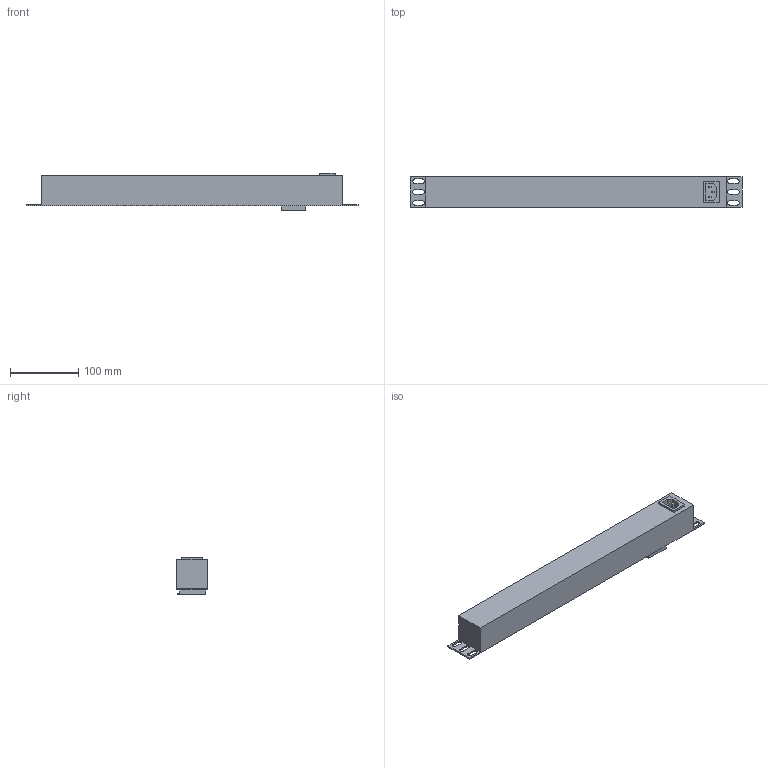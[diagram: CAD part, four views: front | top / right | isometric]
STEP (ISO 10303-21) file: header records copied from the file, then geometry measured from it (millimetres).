
FILE_DESCRIPTION (( 'STEP AP214' ), '1' );
FILE_NAME ('PH12-6D2C133 ITK PDU 6 ðîçåòîê íåìåöêèé ñòàíäàðò + 2 Ñ13 c LED âûêëþ÷àòåëåì 1U âõîä Ñ14 áåç êàáåëÿ àëþìèíèåâûé ïðîôèëü.STEP', '2020-09-15T08:41:42', ( '' ), ( '' ), 'SwSTEP 2.0', 'SolidWorks 2017', '' );
FILE_SCHEMA (( 'AUTOMOTIVE_DESIGN' ));
Length unit declared in the file: millimetre
Products named in the file (1): PH12-6D2C133 ITK PDU 6 ðîçåòîê íåìåöêèé ñòàíäàðò + 2 Ñ13 c LED âûêëþ÷àòåëåì 1U âõîä Ñ14 áåç êàáåëÿ àëþìèíèåâûé ïðîôèëü
Bounding box: 487 x 44.45 x 55 mm (x, y, z)
Volume: 753376.4 mm3; surface area: 116488.6 mm2
Topology: 1 solids, 2 shells, 372 faces, 1002 edges, 668 vertices
Faces by surface type: plane 309, cylinder 63
Entity records: 11652 total; most frequent: CARTESIAN_POINT 2079, ORIENTED_EDGE 2004, DIRECTION 1922, EDGE_CURVE 1002, VECTOR 804, LINE 804, VERTEX_POINT 668, AXIS2_PLACEMENT_3D 559
